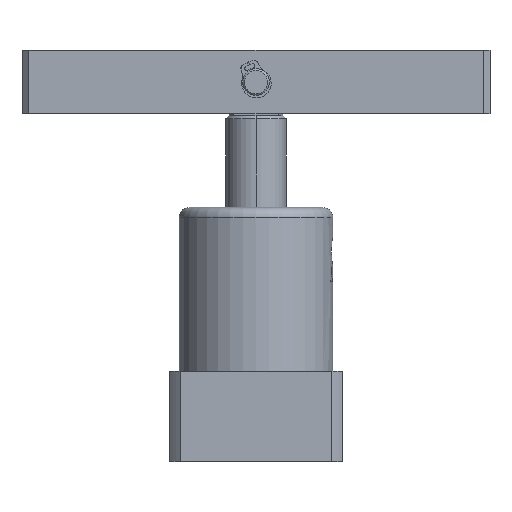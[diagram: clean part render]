
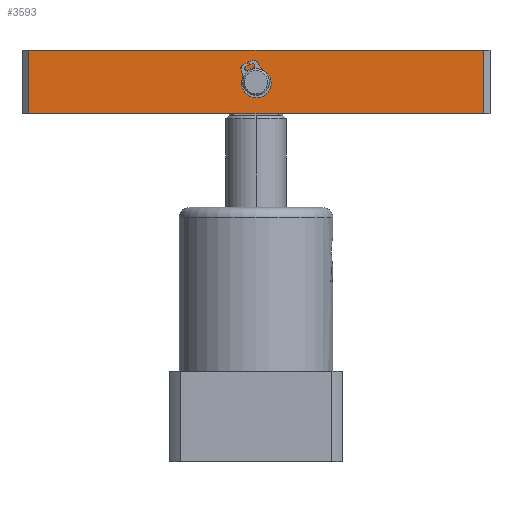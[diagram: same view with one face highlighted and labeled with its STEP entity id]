
A CAD part, top view. The second image highlights one B-rep face of the part: STEP entity #3593.
In plain terms, the highlighted planar face has unit normal (0, 0, 1).
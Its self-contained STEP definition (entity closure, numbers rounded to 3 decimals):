
#246 = EDGE_LOOP ( 'NONE', ( #5262, #5719, #5017, #5561 ) ) ;
#279 = FACE_BOUND ( 'NONE', #455, .T. ) ;
#351 = VERTEX_POINT ( 'NONE', #1844 ) ;
#455 = EDGE_LOOP ( 'NONE', ( #5395, #5815 ) ) ;
#462 = VERTEX_POINT ( 'NONE', #1861 ) ;
#579 = LINE ( 'NONE', #5916, #963 ) ;
#641 = VERTEX_POINT ( 'NONE', #1764 ) ;
#672 = LINE ( 'NONE', #5877, #687 ) ;
#687 = VECTOR ( 'NONE', #5904, 1000. ) ;
#820 = VERTEX_POINT ( 'NONE', #1738 ) ;
#963 = VECTOR ( 'NONE', #5922, 1000. ) ;
#970 = AXIS2_PLACEMENT_3D ( 'NONE', #6044, #5900, #6147 ) ;
#980 = CIRCLE ( 'NONE', #970, 4. ) ;
#1019 = FACE_OUTER_BOUND ( 'NONE', #246, .T. ) ;
#1104 = AXIS2_PLACEMENT_3D ( 'NONE', #2900, #3007, #3065 ) ;
#1177 = VERTEX_POINT ( 'NONE', #1792 ) ;
#1179 = VERTEX_POINT ( 'NONE', #1778 ) ;
#1545 = DIRECTION ( 'NONE',  ( 1., 0., 0. ) ) ;
#1710 = CARTESIAN_POINT ( 'NONE',  ( 140., 0., 0. ) ) ;
#1738 = CARTESIAN_POINT ( 'NONE',  ( 138., 0., 0. ) ) ;
#1764 = CARTESIAN_POINT ( 'NONE',  ( 2., 0., 0. ) ) ;
#1778 = CARTESIAN_POINT ( 'NONE',  ( 138., 19., 0. ) ) ;
#1792 = CARTESIAN_POINT ( 'NONE',  ( 66., 9.5, 0. ) ) ;
#1844 = CARTESIAN_POINT ( 'NONE',  ( 2., 19., 0. ) ) ;
#1861 = CARTESIAN_POINT ( 'NONE',  ( 74., 9.5, 0. ) ) ;
#2498 = AXIS2_PLACEMENT_3D ( 'NONE', #4174, #4170, #4167 ) ;
#2817 = PLANE ( 'NONE',  #1104 ) ;
#2900 = CARTESIAN_POINT ( 'NONE',  ( 140., 19., 0. ) ) ;
#3007 = DIRECTION ( 'NONE',  ( 0., 0., -1. ) ) ;
#3065 = DIRECTION ( 'NONE',  ( -1., 0., 0. ) ) ;
#3593 = ADVANCED_FACE ( 'NONE', ( #279, #1019 ), #2817, .F. ) ;
#4027 = CARTESIAN_POINT ( 'NONE',  ( 2., 19., 0. ) ) ;
#4028 = DIRECTION ( 'NONE',  ( 0., -1., 0. ) ) ;
#4167 = DIRECTION ( 'NONE',  ( 1., 0., 0. ) ) ;
#4170 = DIRECTION ( 'NONE',  ( 0., 0., 1. ) ) ;
#4174 = CARTESIAN_POINT ( 'NONE',  ( 70., 9.5, 0. ) ) ;
#4285 = LINE ( 'NONE', #1710, #4785 ) ;
#4568 = VECTOR ( 'NONE', #4028, 1000. ) ;
#4650 = LINE ( 'NONE', #4027, #4568 ) ;
#4782 = CIRCLE ( 'NONE', #2498, 4. ) ;
#4785 = VECTOR ( 'NONE', #1545, 1000. ) ;
#5017 = ORIENTED_EDGE ( 'NONE', *, *, #6373, .T. ) ;
#5262 = ORIENTED_EDGE ( 'NONE', *, *, #6222, .F. ) ;
#5395 = ORIENTED_EDGE ( 'NONE', *, *, #6180, .F. ) ;
#5561 = ORIENTED_EDGE ( 'NONE', *, *, #6229, .T. ) ;
#5719 = ORIENTED_EDGE ( 'NONE', *, *, #6344, .T. ) ;
#5815 = ORIENTED_EDGE ( 'NONE', *, *, #6358, .F. ) ;
#5877 = CARTESIAN_POINT ( 'NONE',  ( 138., 19., 0. ) ) ;
#5900 = DIRECTION ( 'NONE',  ( 0., 0., 1. ) ) ;
#5904 = DIRECTION ( 'NONE',  ( 0., 1., 0. ) ) ;
#5916 = CARTESIAN_POINT ( 'NONE',  ( 140., 19., 0. ) ) ;
#5922 = DIRECTION ( 'NONE',  ( 1., 0., 0. ) ) ;
#6044 = CARTESIAN_POINT ( 'NONE',  ( 70., 9.5, 0. ) ) ;
#6147 = DIRECTION ( 'NONE',  ( 1., 0., 0. ) ) ;
#6180 = EDGE_CURVE ( 'NONE', #462, #1177, #980, .T. ) ;
#6222 = EDGE_CURVE ( 'NONE', #351, #1179, #579, .T. ) ;
#6229 = EDGE_CURVE ( 'NONE', #820, #1179, #672, .T. ) ;
#6344 = EDGE_CURVE ( 'NONE', #351, #641, #4650, .T. ) ;
#6358 = EDGE_CURVE ( 'NONE', #1177, #462, #4782, .T. ) ;
#6373 = EDGE_CURVE ( 'NONE', #641, #820, #4285, .T. ) ;
